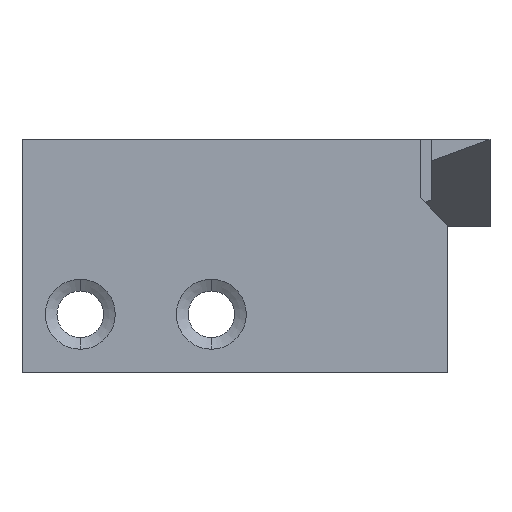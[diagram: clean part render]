
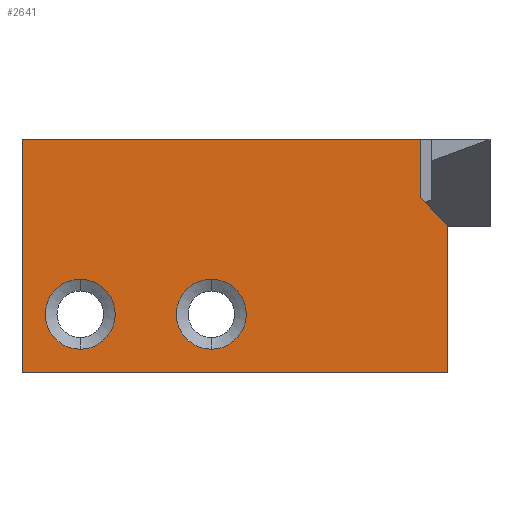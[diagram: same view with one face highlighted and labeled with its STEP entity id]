
A CAD part, front view. The second image highlights one B-rep face of the part: STEP entity #2641.
In plain terms, the highlighted planar face has unit normal (0, -1, 0).
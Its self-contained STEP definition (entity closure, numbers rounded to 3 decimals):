
#5 = EDGE_CURVE ( 'NONE', #936, #1218, #3005, .T. ) ;
#49 = VERTEX_POINT ( 'NONE', #2226 ) ;
#73 = AXIS2_PLACEMENT_3D ( 'NONE', #1327, #2298, #1832 ) ;
#78 = AXIS2_PLACEMENT_3D ( 'NONE', #842, #1609, #2317 ) ;
#80 = AXIS2_PLACEMENT_3D ( 'NONE', #2331, #1848, #2311 ) ;
#122 = PLANE ( 'NONE',  #78 ) ;
#184 = CARTESIAN_POINT ( 'NONE',  ( -0.54, -2.165, -4.2 ) ) ;
#277 = DIRECTION ( 'NONE',  ( -0.707, 0., 0.707 ) ) ;
#344 = LINE ( 'NONE', #3115, #1378 ) ;
#363 = FACE_BOUND ( 'NONE', #3057, .T. ) ;
#380 = EDGE_CURVE ( 'NONE', #1249, #818, #2613, .T. ) ;
#576 = CARTESIAN_POINT ( 'NONE',  ( 7.581, -2.165, -5. ) ) ;
#623 = FACE_BOUND ( 'NONE', #1449, .T. ) ;
#632 = CARTESIAN_POINT ( 'NONE',  ( 7.581, -2.165, -5. ) ) ;
#715 = CARTESIAN_POINT ( 'NONE',  ( 7.581, -2.165, 0.047 ) ) ;
#724 = DIRECTION ( 'NONE',  ( 1., 0., 0. ) ) ;
#797 = CARTESIAN_POINT ( 'NONE',  ( 6.628, -2.165, 3. ) ) ;
#818 = VERTEX_POINT ( 'NONE', #1094 ) ;
#842 = CARTESIAN_POINT ( 'NONE',  ( 3.034, -2.165, 3. ) ) ;
#861 = ORIENTED_EDGE ( 'NONE', *, *, #2364, .T. ) ;
#890 = CARTESIAN_POINT ( 'NONE',  ( -7.04, -2.165, 3. ) ) ;
#894 = VERTEX_POINT ( 'NONE', #576 ) ;
#914 = CARTESIAN_POINT ( 'NONE',  ( 6.628, -2.165, 3. ) ) ;
#936 = VERTEX_POINT ( 'NONE', #890 ) ;
#940 = VECTOR ( 'NONE', #1086, 1000. ) ;
#985 = ORIENTED_EDGE ( 'NONE', *, *, #380, .F. ) ;
#996 = CARTESIAN_POINT ( 'NONE',  ( 3.831, -2.165, 3.797 ) ) ;
#1012 = DIRECTION ( 'NONE',  ( 0., 0., -1. ) ) ;
#1018 = VERTEX_POINT ( 'NONE', #2458 ) ;
#1056 = DIRECTION ( 'NONE',  ( 0., -1., 0. ) ) ;
#1057 = ORIENTED_EDGE ( 'NONE', *, *, #1082, .F. ) ;
#1065 = EDGE_CURVE ( 'NONE', #936, #2833, #344, .T. ) ;
#1082 = EDGE_CURVE ( 'NONE', #894, #2833, #1811, .T. ) ;
#1086 = DIRECTION ( 'NONE',  ( 0., 0., -1. ) ) ;
#1087 = EDGE_CURVE ( 'NONE', #49, #2784, #1169, .T. ) ;
#1094 = CARTESIAN_POINT ( 'NONE',  ( -5.04, -2.165, -1.8 ) ) ;
#1169 = CIRCLE ( 'NONE', #80, 1.2 ) ;
#1176 = DIRECTION ( 'NONE',  ( 0., 0., 1. ) ) ;
#1187 = ORIENTED_EDGE ( 'NONE', *, *, #5, .F. ) ;
#1200 = ORIENTED_EDGE ( 'NONE', *, *, #1672, .F. ) ;
#1218 = VERTEX_POINT ( 'NONE', #914 ) ;
#1238 = LINE ( 'NONE', #996, #2620 ) ;
#1249 = VERTEX_POINT ( 'NONE', #1657 ) ;
#1325 = DIRECTION ( 'NONE',  ( 0., 0., -1. ) ) ;
#1327 = CARTESIAN_POINT ( 'NONE',  ( -5.04, -2.165, -3. ) ) ;
#1343 = DIRECTION ( 'NONE',  ( -1., 0., 0. ) ) ;
#1378 = VECTOR ( 'NONE', #1325, 1000. ) ;
#1446 = CARTESIAN_POINT ( 'NONE',  ( -0.54, -2.165, -3. ) ) ;
#1449 = EDGE_LOOP ( 'NONE', ( #985, #1200 ) ) ;
#1485 = CARTESIAN_POINT ( 'NONE',  ( 3.034, -2.165, 3. ) ) ;
#1520 = AXIS2_PLACEMENT_3D ( 'NONE', #1446, #2697, #1012 ) ;
#1609 = DIRECTION ( 'NONE',  ( 0., 1., 0. ) ) ;
#1657 = CARTESIAN_POINT ( 'NONE',  ( -5.04, -2.165, -4.2 ) ) ;
#1672 = EDGE_CURVE ( 'NONE', #818, #1249, #1924, .T. ) ;
#1723 = EDGE_LOOP ( 'NONE', ( #2144, #1187, #2384, #1057, #1912, #861 ) ) ;
#1729 = EDGE_CURVE ( 'NONE', #1218, #1018, #2041, .T. ) ;
#1811 = LINE ( 'NONE', #632, #2881 ) ;
#1832 = DIRECTION ( 'NONE',  ( 0., 0., -1. ) ) ;
#1848 = DIRECTION ( 'NONE',  ( 0., -1., 0. ) ) ;
#1912 = ORIENTED_EDGE ( 'NONE', *, *, #1998, .T. ) ;
#1924 = CIRCLE ( 'NONE', #2234, 1.2 ) ;
#1928 = LINE ( 'NONE', #2165, #2285 ) ;
#1998 = EDGE_CURVE ( 'NONE', #894, #2991, #1928, .T. ) ;
#2041 = LINE ( 'NONE', #797, #940 ) ;
#2045 = ORIENTED_EDGE ( 'NONE', *, *, #2808, .F. ) ;
#2144 = ORIENTED_EDGE ( 'NONE', *, *, #1729, .F. ) ;
#2165 = CARTESIAN_POINT ( 'NONE',  ( 7.581, -2.165, -5. ) ) ;
#2184 = ORIENTED_EDGE ( 'NONE', *, *, #1087, .F. ) ;
#2226 = CARTESIAN_POINT ( 'NONE',  ( -0.54, -2.165, -1.8 ) ) ;
#2234 = AXIS2_PLACEMENT_3D ( 'NONE', #2657, #1056, #2541 ) ;
#2285 = VECTOR ( 'NONE', #1176, 1000. ) ;
#2298 = DIRECTION ( 'NONE',  ( 0., -1., 0. ) ) ;
#2311 = DIRECTION ( 'NONE',  ( 0., 0., -1. ) ) ;
#2317 = DIRECTION ( 'NONE',  ( 0., 0., 1. ) ) ;
#2331 = CARTESIAN_POINT ( 'NONE',  ( -0.54, -2.165, -3. ) ) ;
#2364 = EDGE_CURVE ( 'NONE', #2991, #1018, #1238, .T. ) ;
#2384 = ORIENTED_EDGE ( 'NONE', *, *, #1065, .T. ) ;
#2458 = CARTESIAN_POINT ( 'NONE',  ( 6.628, -2.165, 1. ) ) ;
#2541 = DIRECTION ( 'NONE',  ( 0., 0., -1. ) ) ;
#2549 = CARTESIAN_POINT ( 'NONE',  ( -7.04, -2.165, -5. ) ) ;
#2613 = CIRCLE ( 'NONE', #73, 1.2 ) ;
#2620 = VECTOR ( 'NONE', #277, 1000. ) ;
#2641 = ADVANCED_FACE ( 'NONE', ( #623, #363, #2832 ), #122, .F. ) ;
#2657 = CARTESIAN_POINT ( 'NONE',  ( -5.04, -2.165, -3. ) ) ;
#2697 = DIRECTION ( 'NONE',  ( 0., -1., 0. ) ) ;
#2784 = VERTEX_POINT ( 'NONE', #184 ) ;
#2808 = EDGE_CURVE ( 'NONE', #2784, #49, #3145, .T. ) ;
#2832 = FACE_OUTER_BOUND ( 'NONE', #1723, .T. ) ;
#2833 = VERTEX_POINT ( 'NONE', #2549 ) ;
#2881 = VECTOR ( 'NONE', #1343, 1000. ) ;
#2930 = VECTOR ( 'NONE', #724, 1000. ) ;
#2991 = VERTEX_POINT ( 'NONE', #715 ) ;
#3005 = LINE ( 'NONE', #1485, #2930 ) ;
#3057 = EDGE_LOOP ( 'NONE', ( #2045, #2184 ) ) ;
#3115 = CARTESIAN_POINT ( 'NONE',  ( -7.04, -2.165, -5. ) ) ;
#3145 = CIRCLE ( 'NONE', #1520, 1.2 ) ;
